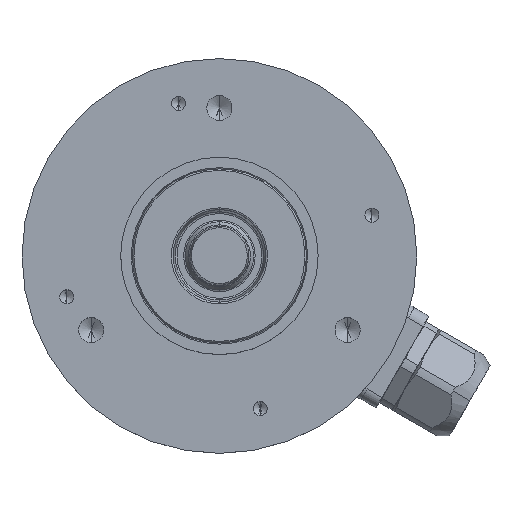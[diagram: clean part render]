
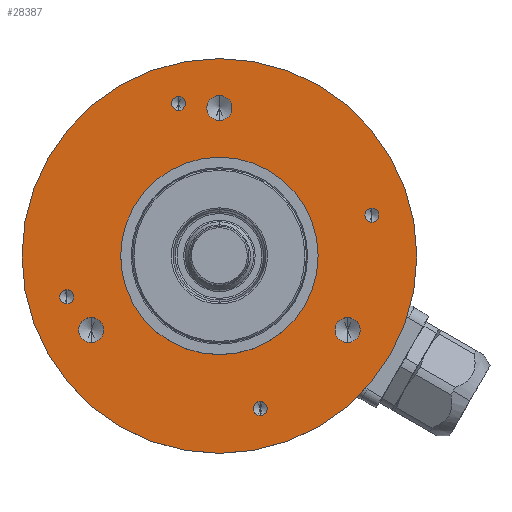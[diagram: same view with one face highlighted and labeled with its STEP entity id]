
A CAD part, top view. The second image highlights one B-rep face of the part: STEP entity #28387.
In plain terms, the highlighted planar face has unit normal (0, 0, 1).
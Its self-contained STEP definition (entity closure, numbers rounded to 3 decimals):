
#3924=CARTESIAN_POINT('',(0.,0.,22.5));
#3925=DIRECTION('',(0.,0.,1.));
#3926=DIRECTION('',(1.,0.,0.));
#3927=AXIS2_PLACEMENT_3D('',#3924,#3925,#3926);
#3938=CARTESIAN_POINT('',(0.,0.,22.5));
#3939=DIRECTION('',(0.,0.,1.));
#3940=DIRECTION('',(-1.,0.,0.));
#3941=AXIS2_PLACEMENT_3D('',#3938,#3939,#3940);
#3943=CARTESIAN_POINT('',(-24.535,-6.574,22.5));
#3944=DIRECTION('',(0.,0.,1.));
#3945=DIRECTION('',(0.,-1.,0.));
#3946=AXIS2_PLACEMENT_3D('',#3943,#3944,#3945);
#3948=CARTESIAN_POINT('',(-24.535,-6.574,22.5));
#3949=DIRECTION('',(0.,0.,1.));
#3950=DIRECTION('',(0.,1.,0.));
#3951=AXIS2_PLACEMENT_3D('',#3948,#3949,#3950);
#3953=CARTESIAN_POINT('',(-6.574,24.535,22.5));
#3954=DIRECTION('',(0.,0.,1.));
#3955=DIRECTION('',(0.,-1.,0.));
#3956=AXIS2_PLACEMENT_3D('',#3953,#3954,#3955);
#3958=CARTESIAN_POINT('',(-6.574,24.535,22.5));
#3959=DIRECTION('',(0.,0.,1.));
#3960=DIRECTION('',(0.,1.,0.));
#3961=AXIS2_PLACEMENT_3D('',#3958,#3959,#3960);
#3963=CARTESIAN_POINT('',(24.535,6.574,22.5));
#3964=DIRECTION('',(0.,0.,1.));
#3965=DIRECTION('',(0.,-1.,0.));
#3966=AXIS2_PLACEMENT_3D('',#3963,#3964,#3965);
#3968=CARTESIAN_POINT('',(24.535,6.574,22.5));
#3969=DIRECTION('',(0.,0.,1.));
#3970=DIRECTION('',(0.,1.,0.));
#3971=AXIS2_PLACEMENT_3D('',#3968,#3969,#3970);
#3973=CARTESIAN_POINT('',(6.574,-24.535,22.5));
#3974=DIRECTION('',(0.,0.,1.));
#3975=DIRECTION('',(0.,-1.,0.));
#3976=AXIS2_PLACEMENT_3D('',#3973,#3974,#3975);
#3978=CARTESIAN_POINT('',(6.574,-24.535,22.5));
#3979=DIRECTION('',(0.,0.,1.));
#3980=DIRECTION('',(0.,1.,0.));
#3981=AXIS2_PLACEMENT_3D('',#3978,#3979,#3980);
#3983=CARTESIAN_POINT('',(-20.62,-11.905,22.5));
#3984=DIRECTION('',(0.,0.,1.));
#3985=DIRECTION('',(0.,-1.,0.));
#3986=AXIS2_PLACEMENT_3D('',#3983,#3984,#3985);
#3988=CARTESIAN_POINT('',(-20.62,-11.905,22.5));
#3989=DIRECTION('',(0.,0.,1.));
#3990=DIRECTION('',(0.,1.,0.));
#3991=AXIS2_PLACEMENT_3D('',#3988,#3989,#3990);
#3993=CARTESIAN_POINT('',(0.,23.81,22.5));
#3994=DIRECTION('',(0.,0.,1.));
#3995=DIRECTION('',(0.,-1.,0.));
#3996=AXIS2_PLACEMENT_3D('',#3993,#3994,#3995);
#3998=CARTESIAN_POINT('',(0.,23.81,22.5));
#3999=DIRECTION('',(0.,0.,1.));
#4000=DIRECTION('',(0.,1.,0.));
#4001=AXIS2_PLACEMENT_3D('',#3998,#3999,#4000);
#4003=CARTESIAN_POINT('',(20.62,-11.905,22.5));
#4004=DIRECTION('',(0.,0.,1.));
#4005=DIRECTION('',(0.,-1.,0.));
#4006=AXIS2_PLACEMENT_3D('',#4003,#4004,#4005);
#4008=CARTESIAN_POINT('',(20.62,-11.905,22.5));
#4009=DIRECTION('',(0.,0.,1.));
#4010=DIRECTION('',(0.,1.,0.));
#4011=AXIS2_PLACEMENT_3D('',#4008,#4009,#4010);
#4017=CARTESIAN_POINT('',(0.,0.,22.5));
#4018=DIRECTION('',(0.,0.,1.));
#4019=DIRECTION('',(0.,1.,0.));
#4020=AXIS2_PLACEMENT_3D('',#4017,#4018,#4019);
#4036=CARTESIAN_POINT('',(0.,0.,22.5));
#4037=DIRECTION('',(0.,0.,-1.));
#4038=DIRECTION('',(0.,1.,0.));
#4039=AXIS2_PLACEMENT_3D('',#4036,#4037,#4038);
#23693=CARTESIAN_POINT('',(0.,15.875,22.5));
#23694=CARTESIAN_POINT('',(0.,-15.875,22.5));
#23695=VERTEX_POINT('',#23693);
#23696=VERTEX_POINT('',#23694);
#23705=CARTESIAN_POINT('',(31.75,0.,22.5));
#23706=CARTESIAN_POINT('',(-31.75,0.,22.5));
#23707=VERTEX_POINT('',#23705);
#23708=VERTEX_POINT('',#23706);
#23715=CARTESIAN_POINT('',(-24.535,-7.704,22.5));
#23716=CARTESIAN_POINT('',(-24.535,-5.444,22.5));
#23717=VERTEX_POINT('',#23715);
#23718=VERTEX_POINT('',#23716);
#23725=CARTESIAN_POINT('',(-6.574,23.404,22.5));
#23726=CARTESIAN_POINT('',(-6.574,25.665,22.5));
#23727=VERTEX_POINT('',#23725);
#23728=VERTEX_POINT('',#23726);
#23735=CARTESIAN_POINT('',(24.535,5.444,22.5));
#23736=CARTESIAN_POINT('',(24.535,7.704,22.5));
#23737=VERTEX_POINT('',#23735);
#23738=VERTEX_POINT('',#23736);
#23745=CARTESIAN_POINT('',(6.574,-25.665,22.5));
#23746=CARTESIAN_POINT('',(6.574,-23.404,22.5));
#23747=VERTEX_POINT('',#23745);
#23748=VERTEX_POINT('',#23746);
#23755=CARTESIAN_POINT('',(-20.62,-13.924,22.5));
#23756=CARTESIAN_POINT('',(-20.62,-9.886,22.5));
#23757=VERTEX_POINT('',#23755);
#23758=VERTEX_POINT('',#23756);
#23765=CARTESIAN_POINT('',(0.,21.791,22.5));
#23766=CARTESIAN_POINT('',(0.,25.829,22.5));
#23767=VERTEX_POINT('',#23765);
#23768=VERTEX_POINT('',#23766);
#23775=CARTESIAN_POINT('',(20.62,-13.924,22.5));
#23776=CARTESIAN_POINT('',(20.62,-9.886,22.5));
#23777=VERTEX_POINT('',#23775);
#23778=VERTEX_POINT('',#23776);
#28330=CARTESIAN_POINT('',(0.,0.,22.5));
#28331=DIRECTION('',(0.,0.,-1.));
#28332=DIRECTION('',(0.,1.,0.));
#28333=AXIS2_PLACEMENT_3D('',#28330,#28331,#28332);
#28334=PLANE('',#28333);
#28335=ORIENTED_EDGE('',*,*,#28310,.F.);
#28336=ORIENTED_EDGE('',*,*,#28324,.F.);
#28337=EDGE_LOOP('',(#28335,#28336));
#28338=FACE_OUTER_BOUND('',#28337,.F.);
#28340=ORIENTED_EDGE('',*,*,#28339,.T.);
#28342=ORIENTED_EDGE('',*,*,#28341,.F.);
#28343=EDGE_LOOP('',(#28340,#28342));
#28344=FACE_BOUND('',#28343,.F.);
#28346=ORIENTED_EDGE('',*,*,#28345,.T.);
#28348=ORIENTED_EDGE('',*,*,#28347,.T.);
#28349=EDGE_LOOP('',(#28346,#28348));
#28350=FACE_BOUND('',#28349,.F.);
#28352=ORIENTED_EDGE('',*,*,#28351,.T.);
#28354=ORIENTED_EDGE('',*,*,#28353,.T.);
#28355=EDGE_LOOP('',(#28352,#28354));
#28356=FACE_BOUND('',#28355,.F.);
#28358=ORIENTED_EDGE('',*,*,#28357,.T.);
#28360=ORIENTED_EDGE('',*,*,#28359,.T.);
#28361=EDGE_LOOP('',(#28358,#28360));
#28362=FACE_BOUND('',#28361,.F.);
#28364=ORIENTED_EDGE('',*,*,#28363,.T.);
#28366=ORIENTED_EDGE('',*,*,#28365,.T.);
#28367=EDGE_LOOP('',(#28364,#28366));
#28368=FACE_BOUND('',#28367,.F.);
#28370=ORIENTED_EDGE('',*,*,#28369,.T.);
#28372=ORIENTED_EDGE('',*,*,#28371,.T.);
#28373=EDGE_LOOP('',(#28370,#28372));
#28374=FACE_BOUND('',#28373,.F.);
#28376=ORIENTED_EDGE('',*,*,#28375,.T.);
#28378=ORIENTED_EDGE('',*,*,#28377,.T.);
#28379=EDGE_LOOP('',(#28376,#28378));
#28380=FACE_BOUND('',#28379,.F.);
#28382=ORIENTED_EDGE('',*,*,#28381,.T.);
#28384=ORIENTED_EDGE('',*,*,#28383,.T.);
#28385=EDGE_LOOP('',(#28382,#28384));
#28386=FACE_BOUND('',#28385,.F.);
#3928=CIRCLE('',#3927,31.75);
#3942=CIRCLE('',#3941,31.75);
#3947=CIRCLE('',#3946,1.13);
#3952=CIRCLE('',#3951,1.13);
#3957=CIRCLE('',#3956,1.13);
#3962=CIRCLE('',#3961,1.13);
#3967=CIRCLE('',#3966,1.13);
#3972=CIRCLE('',#3971,1.13);
#3977=CIRCLE('',#3976,1.13);
#3982=CIRCLE('',#3981,1.13);
#3987=CIRCLE('',#3986,2.019);
#3992=CIRCLE('',#3991,2.019);
#3997=CIRCLE('',#3996,2.019);
#4002=CIRCLE('',#4001,2.019);
#4007=CIRCLE('',#4006,2.019);
#4012=CIRCLE('',#4011,2.019);
#4021=CIRCLE('',#4020,15.875);
#4040=CIRCLE('',#4039,15.875);
#28310=EDGE_CURVE('',#23707,#23708,#3928,.T.);
#28324=EDGE_CURVE('',#23708,#23707,#3942,.T.);
#28339=EDGE_CURVE('',#23695,#23696,#4021,.T.);
#28341=EDGE_CURVE('',#23695,#23696,#4040,.T.);
#28345=EDGE_CURVE('',#23717,#23718,#3947,.T.);
#28347=EDGE_CURVE('',#23718,#23717,#3952,.T.);
#28351=EDGE_CURVE('',#23727,#23728,#3957,.T.);
#28353=EDGE_CURVE('',#23728,#23727,#3962,.T.);
#28357=EDGE_CURVE('',#23737,#23738,#3967,.T.);
#28359=EDGE_CURVE('',#23738,#23737,#3972,.T.);
#28363=EDGE_CURVE('',#23747,#23748,#3977,.T.);
#28365=EDGE_CURVE('',#23748,#23747,#3982,.T.);
#28369=EDGE_CURVE('',#23757,#23758,#3987,.T.);
#28371=EDGE_CURVE('',#23758,#23757,#3992,.T.);
#28375=EDGE_CURVE('',#23767,#23768,#3997,.T.);
#28377=EDGE_CURVE('',#23768,#23767,#4002,.T.);
#28381=EDGE_CURVE('',#23777,#23778,#4007,.T.);
#28383=EDGE_CURVE('',#23778,#23777,#4012,.T.);
#28387=ADVANCED_FACE('',(#28338,#28344,#28350,#28356,#28362,#28368,#28374,
#28380,#28386),#28334,.F.);
